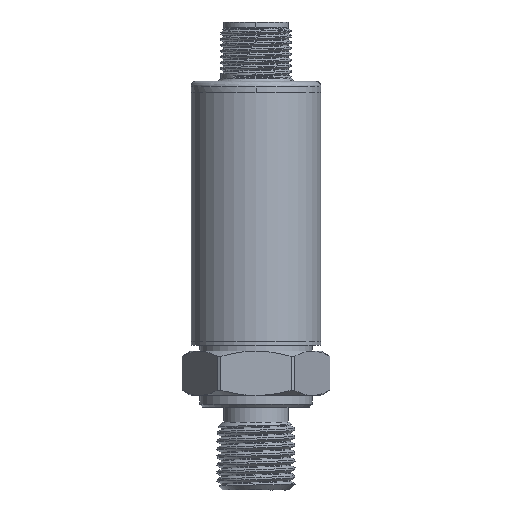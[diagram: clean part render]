
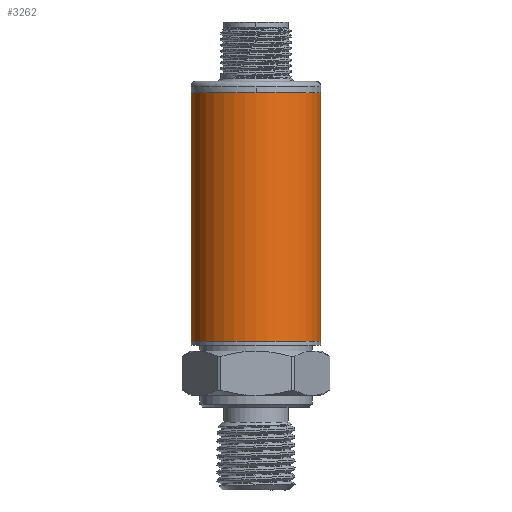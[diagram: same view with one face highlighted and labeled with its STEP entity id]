
A CAD part, front view. The second image highlights one B-rep face of the part: STEP entity #3262.
In plain terms, the highlighted cylindrical face has radius 11 mm (diameter 22 mm), a partial arc.
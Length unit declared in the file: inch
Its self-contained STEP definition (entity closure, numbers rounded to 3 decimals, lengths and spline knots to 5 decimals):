
#145 = CARTESIAN_POINT ( 'NONE',  ( 0., 0., 1.65354 ) ) ;
#559 = EDGE_CURVE ( 'NONE', #8655, #9026, #1504, .T. ) ;
#979 = CARTESIAN_POINT ( 'NONE',  ( -0.43307, 0., 0. ) ) ;
#1088 = VECTOR ( 'NONE', #4459, 39.37008 ) ;
#1504 = LINE ( 'NONE', #7893, #1088 ) ;
#1539 = CIRCLE ( 'NONE', #1928, 0.43307 ) ;
#1928 = AXIS2_PLACEMENT_3D ( 'NONE', #7863, #7802, #4311 ) ;
#1962 = CARTESIAN_POINT ( 'NONE',  ( 0.43307, 0., 0. ) ) ;
#2659 = ORIENTED_EDGE ( 'NONE', *, *, #4912, .F. ) ;
#2905 = DIRECTION ( 'NONE',  ( 1., 0., 0. ) ) ;
#3078 = ORIENTED_EDGE ( 'NONE', *, *, #10010, .T. ) ;
#3159 = DIRECTION ( 'NONE',  ( 0., 0., 1. ) ) ;
#3262 = ADVANCED_FACE ( 'NONE', ( #7999 ), #7147, .T. ) ;
#3342 = CARTESIAN_POINT ( 'NONE',  ( -0.43307, 0., 0. ) ) ;
#3600 = DIRECTION ( 'NONE',  ( 1., 0., 0. ) ) ;
#3617 = AXIS2_PLACEMENT_3D ( 'NONE', #5405, #4449, #3600 ) ;
#4311 = DIRECTION ( 'NONE',  ( 1., 0., 0. ) ) ;
#4449 = DIRECTION ( 'NONE',  ( 0., 0., 1. ) ) ;
#4459 = DIRECTION ( 'NONE',  ( 0., 0., 1. ) ) ;
#4912 = EDGE_CURVE ( 'NONE', #11072, #7932, #10468, .T. ) ;
#5405 = CARTESIAN_POINT ( 'NONE',  ( 0., 0., 0. ) ) ;
#6309 = VECTOR ( 'NONE', #3159, 39.37008 ) ;
#6830 = AXIS2_PLACEMENT_3D ( 'NONE', #145, #11173, #2905 ) ;
#7147 = CYLINDRICAL_SURFACE ( 'NONE', #3617, 0.43307 ) ;
#7300 = ORIENTED_EDGE ( 'NONE', *, *, #559, .T. ) ;
#7802 = DIRECTION ( 'NONE',  ( 0., 0., 1. ) ) ;
#7863 = CARTESIAN_POINT ( 'NONE',  ( 0., 0., 0. ) ) ;
#7893 = CARTESIAN_POINT ( 'NONE',  ( 0.43307, 0., 0. ) ) ;
#7932 = VERTEX_POINT ( 'NONE', #11529 ) ;
#7999 = FACE_OUTER_BOUND ( 'NONE', #8398, .T. ) ;
#8387 = CIRCLE ( 'NONE', #6830, 0.43307 ) ;
#8398 = EDGE_LOOP ( 'NONE', ( #2659, #8664, #7300, #3078 ) ) ;
#8479 = EDGE_CURVE ( 'NONE', #11072, #8655, #1539, .T. ) ;
#8522 = CARTESIAN_POINT ( 'NONE',  ( 0.43307, 0., 1.65354 ) ) ;
#8655 = VERTEX_POINT ( 'NONE', #1962 ) ;
#8664 = ORIENTED_EDGE ( 'NONE', *, *, #8479, .T. ) ;
#9026 = VERTEX_POINT ( 'NONE', #8522 ) ;
#10010 = EDGE_CURVE ( 'NONE', #9026, #7932, #8387, .T. ) ;
#10468 = LINE ( 'NONE', #3342, #6309 ) ;
#11072 = VERTEX_POINT ( 'NONE', #979 ) ;
#11173 = DIRECTION ( 'NONE',  ( 0., 0., -1. ) ) ;
#11529 = CARTESIAN_POINT ( 'NONE',  ( -0.43307, 0., 1.65354 ) ) ;
